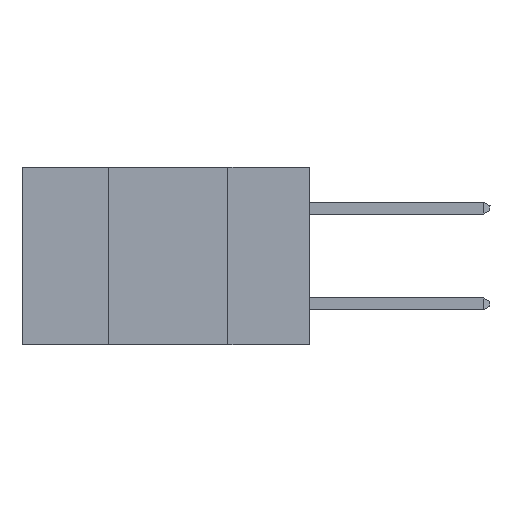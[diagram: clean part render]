
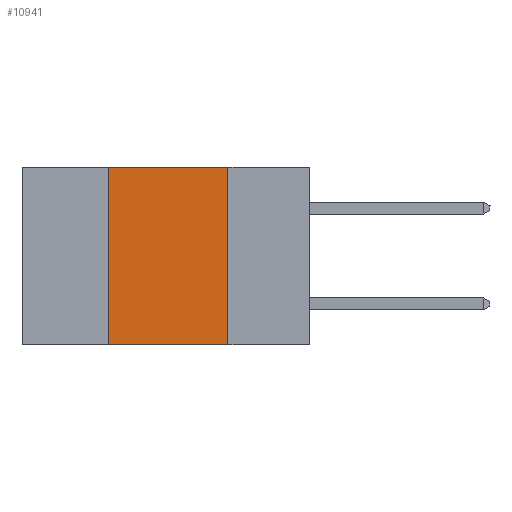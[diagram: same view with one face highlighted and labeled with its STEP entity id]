
A CAD part, left-side view. The second image highlights one B-rep face of the part: STEP entity #10941.
In plain terms, the highlighted planar face has unit normal (-1, 0, 0).
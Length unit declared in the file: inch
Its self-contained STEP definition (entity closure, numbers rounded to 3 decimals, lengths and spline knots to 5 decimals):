
#211 = VERTEX_POINT ( 'NONE', #3508 ) ;
#1114 = VECTOR ( 'NONE', #2160, 39.37008 ) ;
#1197 = CARTESIAN_POINT ( 'NONE',  ( 0., 0.42, 0. ) ) ;
#1413 = DIRECTION ( 'NONE',  ( 0., -1., 0. ) ) ;
#2160 = DIRECTION ( 'NONE',  ( 0., 0., -1. ) ) ;
#2559 = VECTOR ( 'NONE', #6146, 39.37008 ) ;
#3115 = CARTESIAN_POINT ( 'NONE',  ( 0., 0.17, 0. ) ) ;
#3441 = EDGE_LOOP ( 'NONE', ( #8409, #5873, #10730, #9920 ) ) ;
#3508 = CARTESIAN_POINT ( 'NONE',  ( 0., 0.17, -0.37 ) ) ;
#5137 = VERTEX_POINT ( 'NONE', #9622 ) ;
#5156 = LINE ( 'NONE', #3115, #1114 ) ;
#5278 = CARTESIAN_POINT ( 'NONE',  ( 0., 0.6, -0.37 ) ) ;
#5485 = FACE_OUTER_BOUND ( 'NONE', #3441, .T. ) ;
#5526 = EDGE_CURVE ( 'NONE', #5137, #211, #5156, .T. ) ;
#5703 = EDGE_CURVE ( 'NONE', #8161, #211, #7770, .T. ) ;
#5751 = VECTOR ( 'NONE', #1413, 39.37008 ) ;
#5873 = ORIENTED_EDGE ( 'NONE', *, *, #9928, .F. ) ;
#6146 = DIRECTION ( 'NONE',  ( 0., -1., 0. ) ) ;
#6983 = CARTESIAN_POINT ( 'NONE',  ( 0., 0.42, 0. ) ) ;
#7103 = EDGE_CURVE ( 'NONE', #8161, #7339, #9778, .T. ) ;
#7339 = VERTEX_POINT ( 'NONE', #1197 ) ;
#7438 = CARTESIAN_POINT ( 'NONE',  ( 0., 0.6, 0. ) ) ;
#7770 = LINE ( 'NONE', #5278, #5751 ) ;
#7939 = DIRECTION ( 'NONE',  ( 0., 0., 1. ) ) ;
#8161 = VERTEX_POINT ( 'NONE', #9922 ) ;
#8409 = ORIENTED_EDGE ( 'NONE', *, *, #5526, .F. ) ;
#8602 = AXIS2_PLACEMENT_3D ( 'NONE', #7438, #10457, #9791 ) ;
#9166 = VECTOR ( 'NONE', #7939, 39.37008 ) ;
#9622 = CARTESIAN_POINT ( 'NONE',  ( 0., 0.17, 0. ) ) ;
#9778 = LINE ( 'NONE', #6983, #9166 ) ;
#9791 = DIRECTION ( 'NONE',  ( 0., 0., -1. ) ) ;
#9892 = LINE ( 'NONE', #11206, #2559 ) ;
#9920 = ORIENTED_EDGE ( 'NONE', *, *, #5703, .T. ) ;
#9922 = CARTESIAN_POINT ( 'NONE',  ( 0., 0.42, -0.37 ) ) ;
#9928 = EDGE_CURVE ( 'NONE', #7339, #5137, #9892, .T. ) ;
#10414 = PLANE ( 'NONE',  #8602 ) ;
#10457 = DIRECTION ( 'NONE',  ( 1., 0., 0. ) ) ;
#10730 = ORIENTED_EDGE ( 'NONE', *, *, #7103, .F. ) ;
#10941 = ADVANCED_FACE ( 'NONE', ( #5485 ), #10414, .F. ) ;
#11206 = CARTESIAN_POINT ( 'NONE',  ( 0., 0.6, 0. ) ) ;
